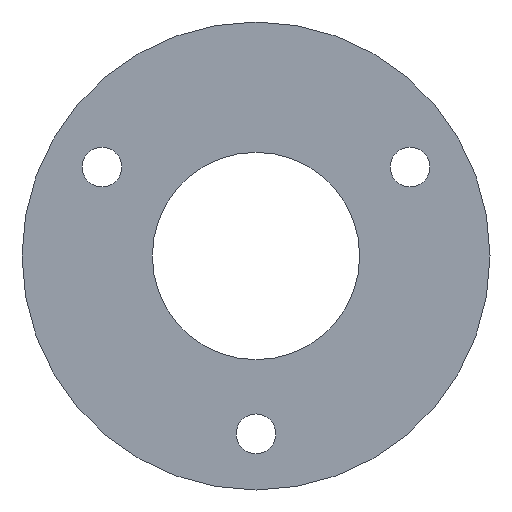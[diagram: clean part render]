
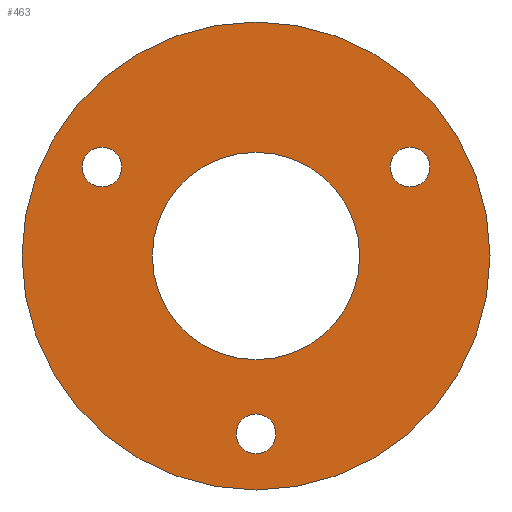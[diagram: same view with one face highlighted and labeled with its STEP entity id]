
A CAD part, front view. The second image highlights one B-rep face of the part: STEP entity #463.
In plain terms, the highlighted planar face has unit normal (0, -1, 0).
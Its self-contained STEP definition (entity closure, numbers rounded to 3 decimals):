
#6 = EDGE_CURVE ( 'NONE', #576, #112, #564, .T. ) ;
#8 = EDGE_LOOP ( 'NONE', ( #491, #567 ) ) ;
#10 = EDGE_CURVE ( 'NONE', #177, #49, #387, .T. ) ;
#18 = EDGE_LOOP ( 'NONE', ( #309, #19 ) ) ;
#19 = ORIENTED_EDGE ( 'NONE', *, *, #404, .T. ) ;
#28 = CIRCLE ( 'NONE', #484, 4.25 ) ;
#31 = CARTESIAN_POINT ( 'NONE',  ( 32.909, 0., 14.75 ) ) ;
#32 = FACE_BOUND ( 'NONE', #393, .T. ) ;
#35 = DIRECTION ( 'NONE',  ( 0., 0., 1. ) ) ;
#37 = AXIS2_PLACEMENT_3D ( 'NONE', #265, #77, #174 ) ;
#49 = VERTEX_POINT ( 'NONE', #357 ) ;
#52 = ORIENTED_EDGE ( 'NONE', *, *, #525, .T. ) ;
#61 = VERTEX_POINT ( 'NONE', #31 ) ;
#66 = VERTEX_POINT ( 'NONE', #223 ) ;
#71 = AXIS2_PLACEMENT_3D ( 'NONE', #216, #114, #82 ) ;
#77 = DIRECTION ( 'NONE',  ( 0., 1., 0. ) ) ;
#78 = CARTESIAN_POINT ( 'NONE',  ( 0., 0., 0. ) ) ;
#80 = CARTESIAN_POINT ( 'NONE',  ( 0., 0., 0. ) ) ;
#82 = DIRECTION ( 'NONE',  ( 0., 0., 1. ) ) ;
#87 = CARTESIAN_POINT ( 'NONE',  ( 0., 0., 22.15 ) ) ;
#92 = CIRCLE ( 'NONE', #497, 4.25 ) ;
#94 = AXIS2_PLACEMENT_3D ( 'NONE', #78, #504, #446 ) ;
#96 = DIRECTION ( 'NONE',  ( 0., 0., 1. ) ) ;
#112 = VERTEX_POINT ( 'NONE', #87 ) ;
#114 = DIRECTION ( 'NONE',  ( 0., 1., 0. ) ) ;
#120 = CARTESIAN_POINT ( 'NONE',  ( 0., 0., -33.75 ) ) ;
#123 = PLANE ( 'NONE',  #362 ) ;
#124 = CIRCLE ( 'NONE', #94, 22.15 ) ;
#126 = FACE_BOUND ( 'NONE', #8, .T. ) ;
#128 = DIRECTION ( 'NONE',  ( 0., 1., 0. ) ) ;
#146 = ORIENTED_EDGE ( 'NONE', *, *, #528, .F. ) ;
#152 = ORIENTED_EDGE ( 'NONE', *, *, #205, .T. ) ;
#169 = ORIENTED_EDGE ( 'NONE', *, *, #402, .T. ) ;
#171 = AXIS2_PLACEMENT_3D ( 'NONE', #520, #483, #392 ) ;
#174 = DIRECTION ( 'NONE',  ( 0., 0., 1. ) ) ;
#177 = VERTEX_POINT ( 'NONE', #320 ) ;
#178 = EDGE_CURVE ( 'NONE', #242, #488, #377, .T. ) ;
#181 = CARTESIAN_POINT ( 'NONE',  ( 0., 0., -38. ) ) ;
#184 = EDGE_LOOP ( 'NONE', ( #453, #52 ) ) ;
#189 = DIRECTION ( 'NONE',  ( 0., 1., 0. ) ) ;
#202 = CARTESIAN_POINT ( 'NONE',  ( 0., 0., -22.15 ) ) ;
#205 = EDGE_CURVE ( 'NONE', #364, #305, #28, .T. ) ;
#208 = AXIS2_PLACEMENT_3D ( 'NONE', #228, #415, #595 ) ;
#216 = CARTESIAN_POINT ( 'NONE',  ( -32.909, 0., 19. ) ) ;
#223 = CARTESIAN_POINT ( 'NONE',  ( 32.909, 0., 23.25 ) ) ;
#225 = DIRECTION ( 'NONE',  ( 0., 1., 0. ) ) ;
#228 = CARTESIAN_POINT ( 'NONE',  ( 0., 0., 0. ) ) ;
#242 = VERTEX_POINT ( 'NONE', #471 ) ;
#253 = CARTESIAN_POINT ( 'NONE',  ( 0., 0., -42.25 ) ) ;
#256 = CIRCLE ( 'NONE', #208, 50. ) ;
#265 = CARTESIAN_POINT ( 'NONE',  ( 0., 0., 0. ) ) ;
#272 = FACE_BOUND ( 'NONE', #18, .T. ) ;
#273 = CARTESIAN_POINT ( 'NONE',  ( 0., 0., -38. ) ) ;
#284 = AXIS2_PLACEMENT_3D ( 'NONE', #181, #318, #456 ) ;
#292 = EDGE_CURVE ( 'NONE', #61, #66, #301, .T. ) ;
#301 = CIRCLE ( 'NONE', #171, 4.25 ) ;
#305 = VERTEX_POINT ( 'NONE', #253 ) ;
#309 = ORIENTED_EDGE ( 'NONE', *, *, #6, .T. ) ;
#312 = DIRECTION ( 'NONE',  ( 0., 0., 1. ) ) ;
#318 = DIRECTION ( 'NONE',  ( 0., 1., 0. ) ) ;
#320 = CARTESIAN_POINT ( 'NONE',  ( -32.909, 0., 14.75 ) ) ;
#322 = DIRECTION ( 'NONE',  ( 0., 0., 1. ) ) ;
#357 = CARTESIAN_POINT ( 'NONE',  ( -32.909, 0., 23.25 ) ) ;
#362 = AXIS2_PLACEMENT_3D ( 'NONE', #80, #225, #312 ) ;
#364 = VERTEX_POINT ( 'NONE', #120 ) ;
#377 = CIRCLE ( 'NONE', #493, 50. ) ;
#387 = CIRCLE ( 'NONE', #71, 4.25 ) ;
#392 = DIRECTION ( 'NONE',  ( 0., 0., 1. ) ) ;
#393 = EDGE_LOOP ( 'NONE', ( #169, #152 ) ) ;
#402 = EDGE_CURVE ( 'NONE', #305, #364, #455, .T. ) ;
#404 = EDGE_CURVE ( 'NONE', #112, #576, #124, .T. ) ;
#412 = CARTESIAN_POINT ( 'NONE',  ( 32.909, 0., 19. ) ) ;
#415 = DIRECTION ( 'NONE',  ( 0., 1., 0. ) ) ;
#416 = DIRECTION ( 'NONE',  ( 0., 0., 1. ) ) ;
#417 = FACE_BOUND ( 'NONE', #184, .T. ) ;
#422 = CARTESIAN_POINT ( 'NONE',  ( 0., 0., 0. ) ) ;
#446 = DIRECTION ( 'NONE',  ( 0., 0., 1. ) ) ;
#453 = ORIENTED_EDGE ( 'NONE', *, *, #10, .T. ) ;
#455 = CIRCLE ( 'NONE', #284, 4.25 ) ;
#456 = DIRECTION ( 'NONE',  ( 0., 0., 1. ) ) ;
#457 = DIRECTION ( 'NONE',  ( 0., 1., 0. ) ) ;
#463 = ADVANCED_FACE ( 'NONE', ( #272, #598, #126, #32, #417 ), #123, .F. ) ;
#466 = AXIS2_PLACEMENT_3D ( 'NONE', #593, #128, #35 ) ;
#471 = CARTESIAN_POINT ( 'NONE',  ( 0., 0., -50. ) ) ;
#483 = DIRECTION ( 'NONE',  ( 0., 1., 0. ) ) ;
#484 = AXIS2_PLACEMENT_3D ( 'NONE', #273, #457, #416 ) ;
#488 = VERTEX_POINT ( 'NONE', #499 ) ;
#491 = ORIENTED_EDGE ( 'NONE', *, *, #292, .T. ) ;
#493 = AXIS2_PLACEMENT_3D ( 'NONE', #422, #189, #96 ) ;
#497 = AXIS2_PLACEMENT_3D ( 'NONE', #412, #544, #322 ) ;
#499 = CARTESIAN_POINT ( 'NONE',  ( 0., 0., 50. ) ) ;
#504 = DIRECTION ( 'NONE',  ( 0., 1., 0. ) ) ;
#509 = EDGE_CURVE ( 'NONE', #66, #61, #92, .T. ) ;
#520 = CARTESIAN_POINT ( 'NONE',  ( 32.909, 0., 19. ) ) ;
#525 = EDGE_CURVE ( 'NONE', #49, #177, #539, .T. ) ;
#528 = EDGE_CURVE ( 'NONE', #488, #242, #256, .T. ) ;
#539 = CIRCLE ( 'NONE', #466, 4.25 ) ;
#540 = ORIENTED_EDGE ( 'NONE', *, *, #178, .F. ) ;
#544 = DIRECTION ( 'NONE',  ( 0., 1., 0. ) ) ;
#562 = EDGE_LOOP ( 'NONE', ( #540, #146 ) ) ;
#564 = CIRCLE ( 'NONE', #37, 22.15 ) ;
#567 = ORIENTED_EDGE ( 'NONE', *, *, #509, .T. ) ;
#576 = VERTEX_POINT ( 'NONE', #202 ) ;
#593 = CARTESIAN_POINT ( 'NONE',  ( -32.909, 0., 19. ) ) ;
#595 = DIRECTION ( 'NONE',  ( 0., 0., 1. ) ) ;
#598 = FACE_OUTER_BOUND ( 'NONE', #562, .T. ) ;
